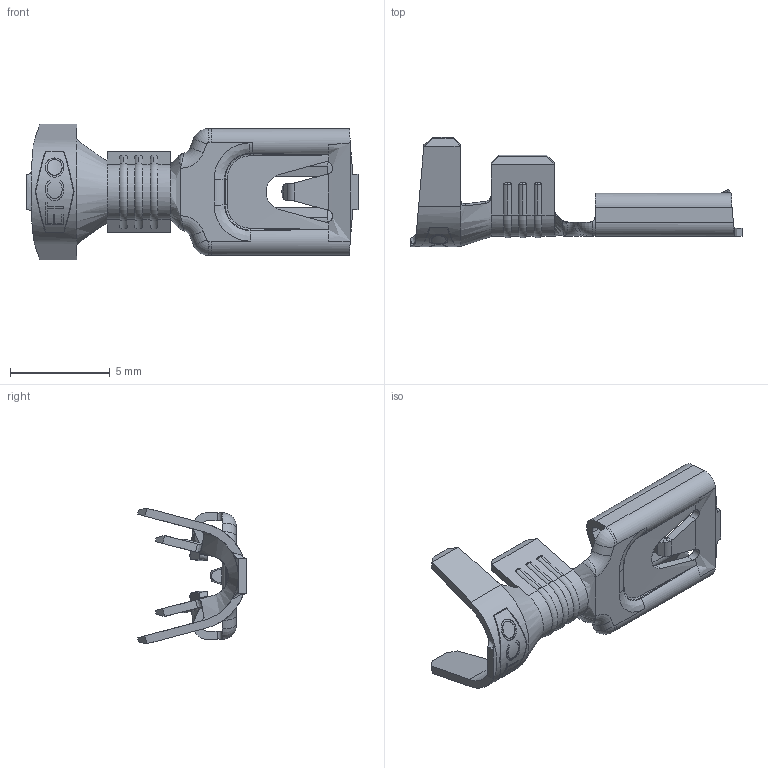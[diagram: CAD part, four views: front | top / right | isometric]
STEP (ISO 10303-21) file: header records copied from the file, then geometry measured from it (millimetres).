
FILE_DESCRIPTION (( 'STEP AP203' ), '1' );
FILE_NAME ('06987.STEP', '2015-02-17T14:41:20', ( '' ), ( '' ), 'SwSTEP 2.0', 'SolidWorks 2014', '' );
FILE_SCHEMA (( 'CONFIG_CONTROL_DESIGN' ));
Length unit declared in the file: inch
Products named in the file (1): 06987
Bounding box: 16.64 x 5.46 x 6.81 mm (x, y, z)
Volume: 65.9 mm3; surface area: 376.4 mm2
Topology: 1 solids, 1 shells, 335 faces, 887 edges, 555 vertices
Faces by surface type: plane 142, bspline 85, cylinder 75, torus 27, cone 6
Entity records: 13464 total; most frequent: CARTESIAN_POINT 5783, ORIENTED_EDGE 1766, DIRECTION 1326, EDGE_CURVE 883, VERTEX_POINT 555, AXIS2_PLACEMENT_3D 447, LINE 432, VECTOR 432
